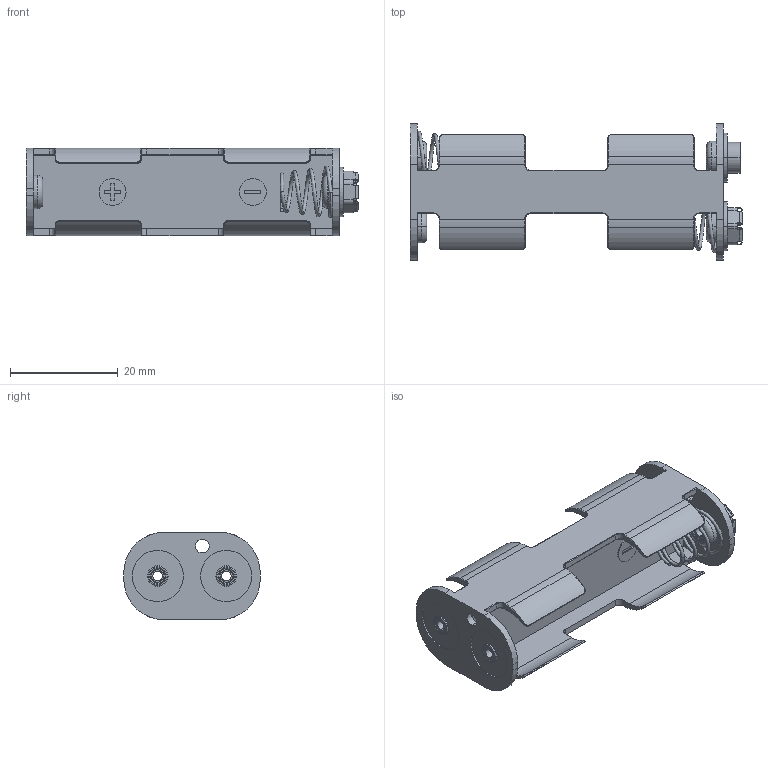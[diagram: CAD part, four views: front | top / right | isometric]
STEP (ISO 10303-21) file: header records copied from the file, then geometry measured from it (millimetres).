
FILE_DESCRIPTION (( 'STEP AP214' ), '1' );
FILE_NAME ('BC32AASF.STEP', '2019-11-22T15:57:01', ( '' ), ( '' ), 'SwSTEP 2.0', 'SolidWorks 2016', '' );
FILE_SCHEMA (( 'AUTOMOTIVE_DESIGN' ));
Length unit declared in the file: millimetre
Products named in the file (1): BC32AASF
Bounding box: 61.57 x 25.3 x 16.24 mm (x, y, z)
Volume: 4201.5 mm3; surface area: 8414.6 mm2
Topology: 5 solids, 9 shells, 647 faces, 1564 edges, 967 vertices
Faces by surface type: cylinder 261, plane 242, torus 112, bspline 32
Entity records: 23143 total; most frequent: CARTESIAN_POINT 7663, DIRECTION 3417, ORIENTED_EDGE 3120, EDGE_CURVE 1560, AXIS2_PLACEMENT_3D 1329, VERTEX_POINT 965, VECTOR 759, LINE 759
